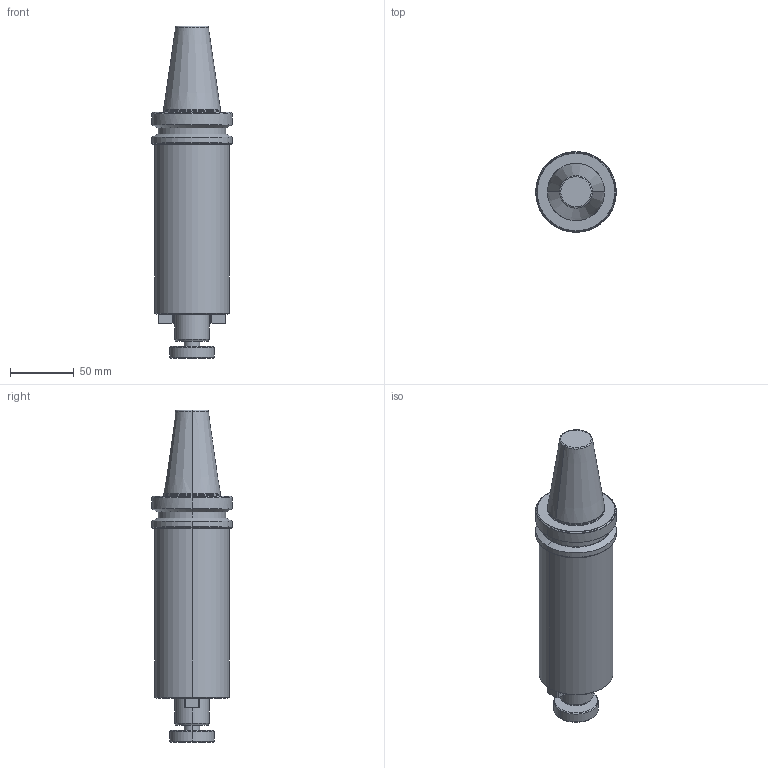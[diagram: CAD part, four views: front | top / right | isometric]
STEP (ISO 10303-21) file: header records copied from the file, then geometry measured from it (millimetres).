
FILE_DESCRIPTION (( 'STEP AP203' ), '1' );
FILE_NAME ('BT40 FMH27 160 AD-6.3G 15000 SL SP.STEP', '2019-05-23T05:57:05', ( '' ), ( '' ), 'SwSTEP 2.0', 'SolidWorks 2014', '' );
FILE_SCHEMA (( 'CONFIG_CONTROL_DESIGN' ));
Length unit declared in the file: millimetre
Products named in the file (1): BT40 FMH27 160 AD-6.3G 15000 SL SP
Bounding box: 63 x 63 x 259.4 mm (x, y, z)
Volume: 512754.6 mm3; surface area: 47571.2 mm2
Topology: 1 solids, 1 shells, 89 faces, 207 edges, 129 vertices
Faces by surface type: plane 35, cone 20, cylinder 16, bspline 14, torus 4
Entity records: 3403 total; most frequent: CARTESIAN_POINT 1317, DIRECTION 424, ORIENTED_EDGE 414, EDGE_CURVE 207, AXIS2_PLACEMENT_3D 158, VERTEX_POINT 129, LINE 108, VECTOR 108
